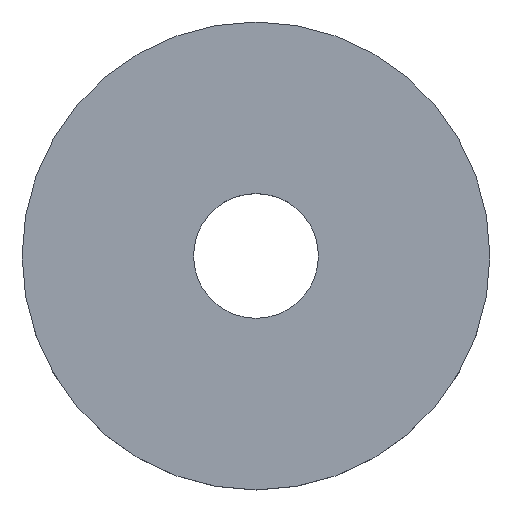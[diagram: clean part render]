
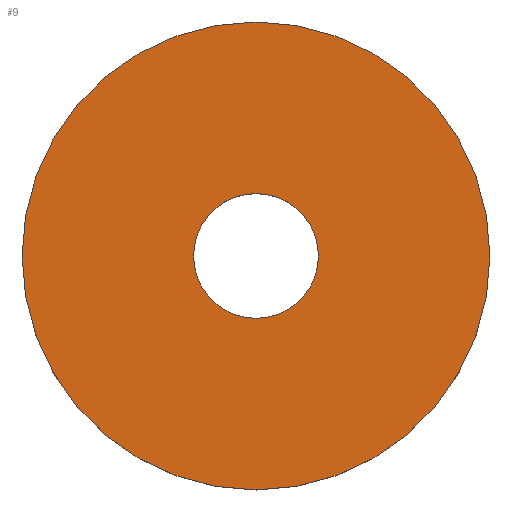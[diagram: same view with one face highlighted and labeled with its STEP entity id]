
A CAD part, top view. The second image highlights one B-rep face of the part: STEP entity #9.
In plain terms, the highlighted planar face has unit normal (0, 0, 1).
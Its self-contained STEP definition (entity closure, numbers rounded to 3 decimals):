
#1 = ORIENTED_EDGE ( 'NONE', *, *, #23, .T. ) ;
#3 = CARTESIAN_POINT ( 'NONE',  ( 0., 15., 4. ) ) ;
#6 = DIRECTION ( 'NONE',  ( 0., 0., -1. ) ) ;
#9 = ADVANCED_FACE ( 'NONE', ( #20, #16 ), #79, .T. ) ;
#12 = DIRECTION ( 'NONE',  ( 0., 1., 0. ) ) ;
#16 = FACE_OUTER_BOUND ( 'NONE', #152, .T. ) ;
#20 = FACE_BOUND ( 'NONE', #151, .T. ) ;
#23 = EDGE_CURVE ( 'NONE', #109, #109, #56, .T. ) ;
#25 = VERTEX_POINT ( 'NONE', #3 ) ;
#33 = DIRECTION ( 'NONE',  ( 0., 0., -1. ) ) ;
#36 = CIRCLE ( 'NONE', #81, 15. ) ;
#41 = EDGE_CURVE ( 'NONE', #25, #25, #36, .T. ) ;
#46 = CARTESIAN_POINT ( 'NONE',  ( 0., 4., 4. ) ) ;
#51 = DIRECTION ( 'NONE',  ( 0., 1., 0. ) ) ;
#56 = CIRCLE ( 'NONE', #67, 4. ) ;
#59 = CARTESIAN_POINT ( 'NONE',  ( 0., 0., 4. ) ) ;
#60 = CARTESIAN_POINT ( 'NONE',  ( 0., 4., 4. ) ) ;
#67 = AXIS2_PLACEMENT_3D ( 'NONE', #110, #6, #51 ) ;
#79 = PLANE ( 'NONE',  #132 ) ;
#81 = AXIS2_PLACEMENT_3D ( 'NONE', #59, #33, #12 ) ;
#85 = DIRECTION ( 'NONE',  ( 0., 0., 1. ) ) ;
#100 = DIRECTION ( 'NONE',  ( 0., -1., 0. ) ) ;
#109 = VERTEX_POINT ( 'NONE', #46 ) ;
#110 = CARTESIAN_POINT ( 'NONE',  ( 0., 0., 4. ) ) ;
#132 = AXIS2_PLACEMENT_3D ( 'NONE', #60, #85, #100 ) ;
#146 = ORIENTED_EDGE ( 'NONE', *, *, #41, .F. ) ;
#151 = EDGE_LOOP ( 'NONE', ( #1 ) ) ;
#152 = EDGE_LOOP ( 'NONE', ( #146 ) ) ;
